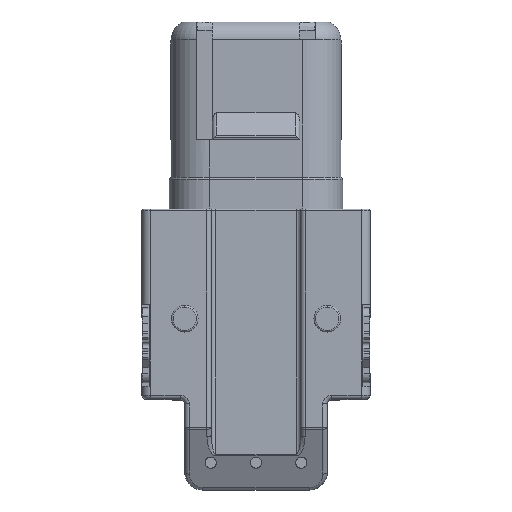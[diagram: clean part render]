
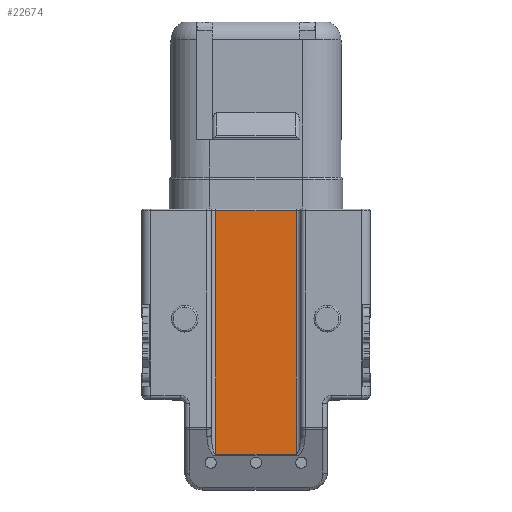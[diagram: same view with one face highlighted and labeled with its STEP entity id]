
A CAD part, front view. The second image highlights one B-rep face of the part: STEP entity #22674.
In plain terms, the highlighted planar face has unit normal (0, -1, 0).
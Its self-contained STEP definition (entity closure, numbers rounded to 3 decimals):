
#10700=DIRECTION('',(-1.,0.,0.));
#10701=VECTOR('',#10700,4.5);
#10702=CARTESIAN_POINT('',(2.25,-3.65,-24.236));
#10703=LINE('',#10702,#10701);
#10707=DIRECTION('',(0.,0.,1.));
#10708=VECTOR('',#10707,13.646);
#10709=CARTESIAN_POINT('',(-2.25,-3.65,-24.236));
#10710=LINE('',#10709,#10708);
#10714=DIRECTION('',(1.,0.,0.));
#10715=VECTOR('',#10714,4.5);
#10716=CARTESIAN_POINT('',(-2.25,-3.65,-10.59));
#10717=LINE('',#10716,#10715);
#10763=CARTESIAN_POINT('',(2.25,-3.65,-24.236));
#10768=DIRECTION('',(0.,0.,1.));
#10769=VECTOR('',#10768,13.646);
#10770=CARTESIAN_POINT('',(2.25,-3.65,-24.236));
#10771=LINE('',#10770,#10769);
#13511=CARTESIAN_POINT('',(2.25,-3.65,-10.59));
#13512=VERTEX_POINT('',#13511);
#13515=CARTESIAN_POINT('',(-2.25,-3.65,-10.59));
#13516=VERTEX_POINT('',#13515);
#13768=VERTEX_POINT('',#10763);
#13771=CARTESIAN_POINT('',(-2.25,-3.65,-24.236));
#13772=VERTEX_POINT('',#13771);
#22661=CARTESIAN_POINT('',(-2.25,-3.65,-10.49));
#22662=DIRECTION('',(0.,-1.,0.));
#22663=DIRECTION('',(1.,0.,0.));
#22664=AXIS2_PLACEMENT_3D('',#22661,#22662,#22663);
#22665=PLANE('',#22664);
#22667=ORIENTED_EDGE('',*,*,#22666,.T.);
#22668=ORIENTED_EDGE('',*,*,#22644,.T.);
#22669=ORIENTED_EDGE('',*,*,#16537,.T.);
#22671=ORIENTED_EDGE('',*,*,#22670,.F.);
#22672=EDGE_LOOP('',(#22667,#22668,#22669,#22671));
#22673=FACE_OUTER_BOUND('',#22672,.F.);
#16537=EDGE_CURVE('',#13516,#13512,#10717,.T.);
#22644=EDGE_CURVE('',#13772,#13516,#10710,.T.);
#22666=EDGE_CURVE('',#13768,#13772,#10703,.T.);
#22670=EDGE_CURVE('',#13768,#13512,#10771,.T.);
#22674=ADVANCED_FACE('',(#22673),#22665,.T.);
